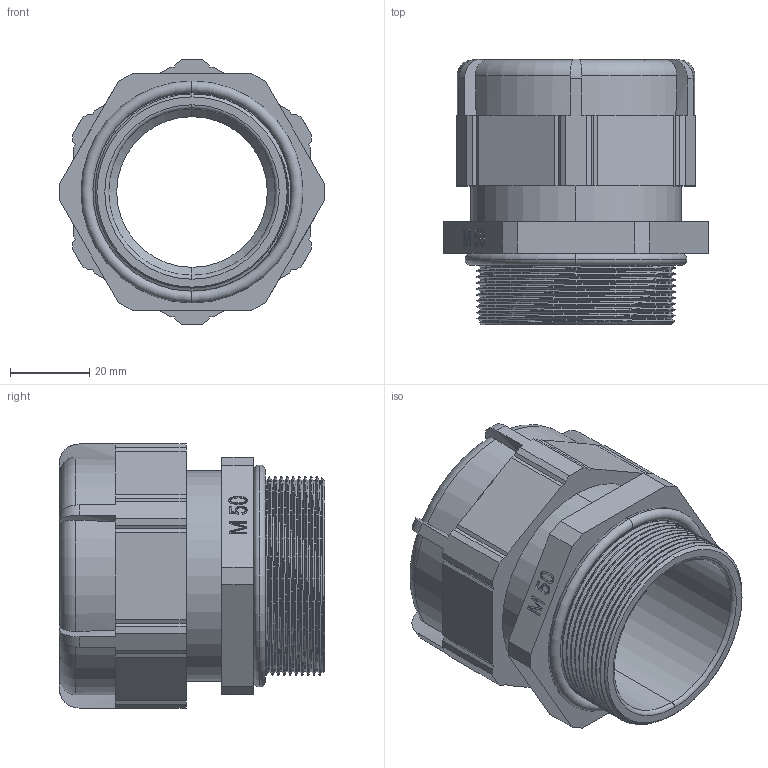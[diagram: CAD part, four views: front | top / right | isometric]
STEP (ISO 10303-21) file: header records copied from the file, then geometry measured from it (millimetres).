
FILE_DESCRIPTION (( 'STEP AP203' ), '1' );
FILE_NAME ('4950.STEP', '2023-04-07T11:32:49', ( '' ), ( '' ), 'SwSTEP 2.0', 'SolidWorks 2022', '' );
FILE_SCHEMA (( 'CONFIG_CONTROL_DESIGN' ));
Length unit declared in the file: millimetre
Products named in the file (1): 4950
Bounding box: 66.8 x 67 x 66.6 mm (x, y, z)
Volume: 88403 mm3; surface area: 29882.8 mm2
Topology: 2 solids, 2 shells, 302 faces, 835 edges, 548 vertices
Faces by surface type: plane 132, bspline 98, cylinder 50, torus 14, cone 8
Entity records: 13525 total; most frequent: CARTESIAN_POINT 6560, ORIENTED_EDGE 1670, DIRECTION 1044, EDGE_CURVE 835, VERTEX_POINT 548, LINE 482, VECTOR 482, EDGE_LOOP 317
